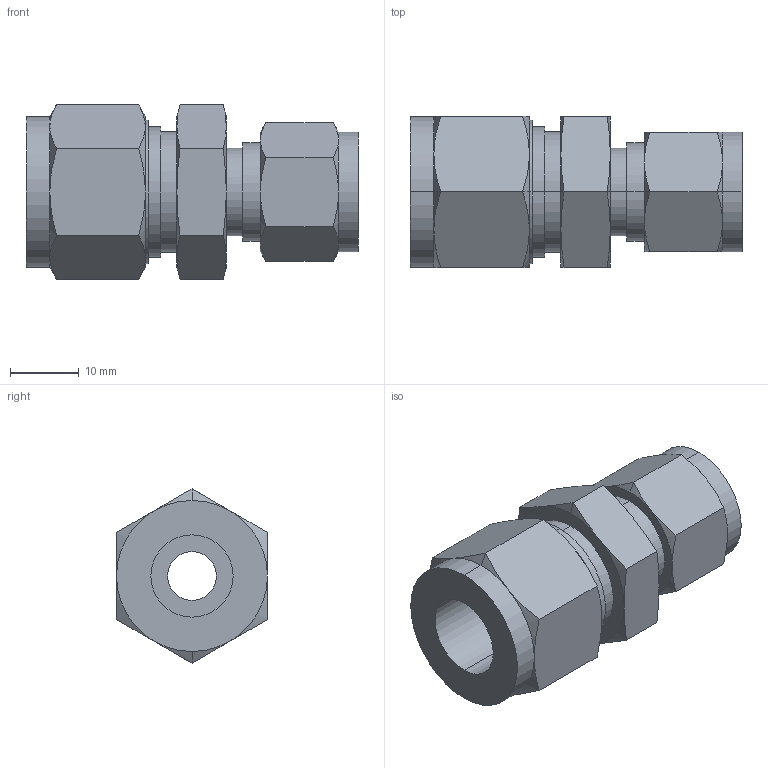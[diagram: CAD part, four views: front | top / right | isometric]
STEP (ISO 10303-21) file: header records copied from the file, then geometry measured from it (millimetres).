
FILE_DESCRIPTION (( 'STEP AP203' ), '1' );
FILE_NAME ('RizurLok-PP-12(O)-3.8Ä(O).STEP', '2022-03-10T05:19:18', ( '' ), ( '' ), 'SwSTEP 2.0', 'SolidWorks 2020', '' );
FILE_SCHEMA (( 'CONFIG_CONTROL_DESIGN' ));
Length unit declared in the file: millimetre
Products named in the file (2): RizurLok-PP-12(O)-3.8Ä(O)
Assembly tree (1 placements, depth 2):
  RizurLok-PP-12(O)-3.8Ä(O)
    RizurLok-PP-12(O)-3.8Ä(O)
Bounding box: 48.4 x 22 x 25.4 mm (x, y, z)
Volume: 11634.8 mm3; surface area: 6073.7 mm2
Topology: 1 solids, 1 shells, 197 faces, 485 edges, 306 vertices
Faces by surface type: plane 80, bspline 49, cone 48, cylinder 20
Entity records: 8773 total; most frequent: CARTESIAN_POINT 4345, ORIENTED_EDGE 970, DIRECTION 703, EDGE_CURVE 485, VERTEX_POINT 306, AXIS2_PLACEMENT_3D 236, VECTOR 231, LINE 231
